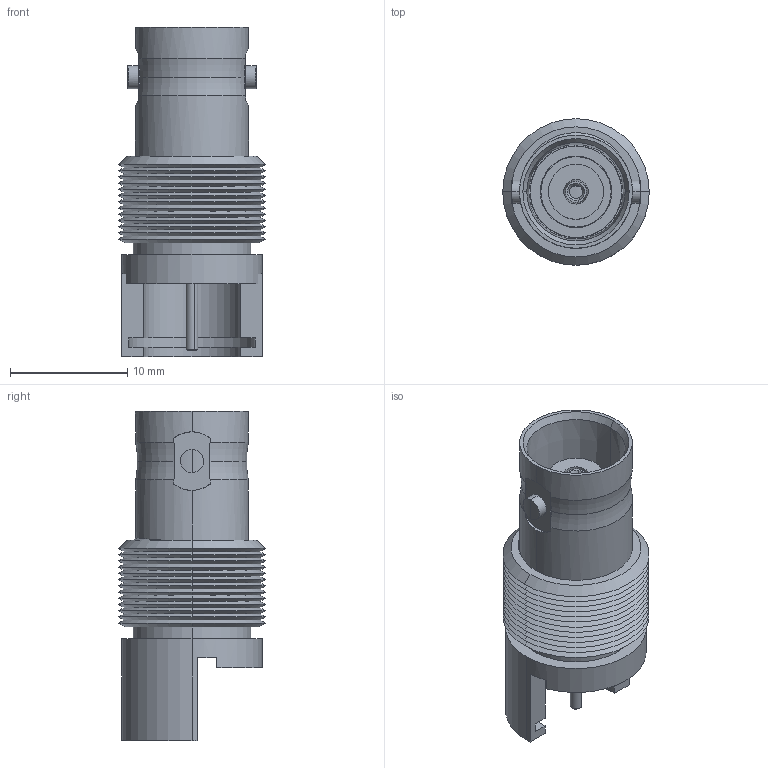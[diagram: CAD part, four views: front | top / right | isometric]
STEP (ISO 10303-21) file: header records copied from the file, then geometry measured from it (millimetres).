
FILE_DESCRIPTION (( 'STEP AP203' ), '1' );
FILE_NAME ('SD361V504ET-.STEP', '2013-10-16T15:34:04', ( '' ), ( '' ), 'SwSTEP 2.0', 'SolidWorks 2013', '' );
FILE_SCHEMA (( 'CONFIG_CONTROL_DESIGN' ));
Length unit declared in the file: inch
Products named in the file (1): SD361V504ET-
Bounding box: 12.51 x 12.51 x 28.1 mm (x, y, z)
Volume: 1711.1 mm3; surface area: 2104.6 mm2
Topology: 1 solids, 2 shells, 190 faces, 441 edges, 267 vertices
Faces by surface type: cone 83, cylinder 56, plane 47, torus 4
Entity records: 5837 total; most frequent: CARTESIAN_POINT 1416, DIRECTION 957, ORIENTED_EDGE 878, EDGE_CURVE 439, AXIS2_PLACEMENT_3D 393, VERTEX_POINT 267, EDGE_LOOP 206, CIRCLE 202
